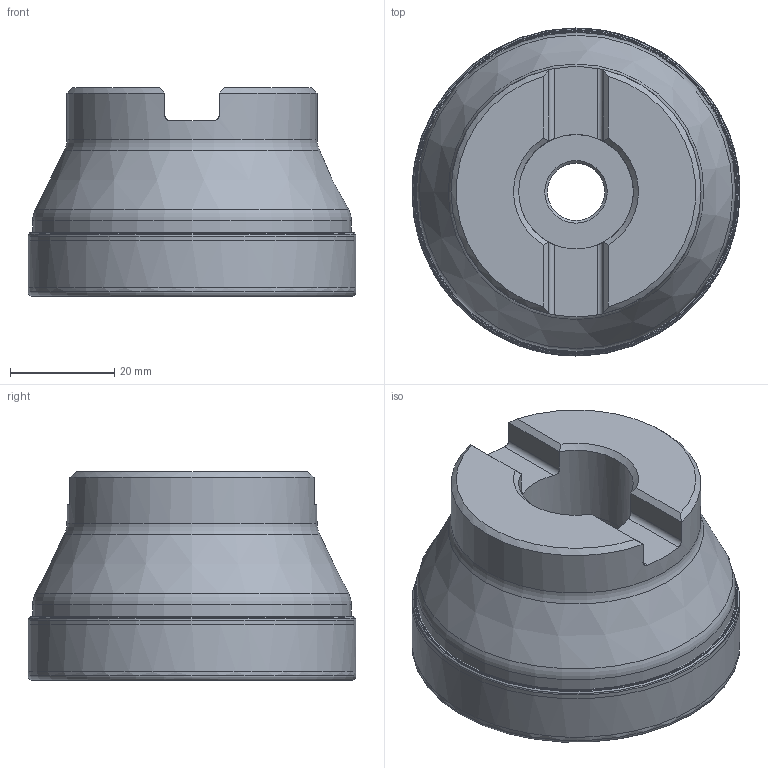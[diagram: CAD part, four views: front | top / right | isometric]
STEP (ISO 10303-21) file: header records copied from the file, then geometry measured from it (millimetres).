
FILE_DESCRIPTION(/* description */ (''),/* implementation_level */ '2;1');
FILE_NAME(/* name */ '63A04R_S90LN12_C_115010006ndi000_00_SIM.stp',/* time_stamp */ '2019-12-09T12:43:35+01:00',/* author */ (''),/* organization */ (''),/* preprocessor_version */ 'ST-DEVELOPER v16.7',/* originating_system */ 'SIEMENS PLM Software NX 12.0',/* authorisation */ '');
FILE_SCHEMA (('AUTOMOTIVE_DESIGN { 1 0 10303 214 3 1 1 1 }'));
Length unit declared in the file: millimetre
Products named in the file (1): wq703E589E8A8hzu
Bounding box: 62.96 x 62.95 x 40 mm (x, y, z)
Volume: 97433.3 mm3; surface area: 20731.5 mm2
Topology: 2 solids, 2 shells, 76 faces, 171 edges, 99 vertices
Faces by surface type: revolution 36, plane 16, cylinder 10, cone 8, torus 6
Full cylindrical faces by diameter (mm): 11 x1, 18 x1, 22 x1, 23 x1, 48 x1, 61.174 x1
Entity records: 2176 total; most frequent: CARTESIAN_POINT 734, DIRECTION 268, ORIENTED_EDGE 214, EDGE_LOOP 132, FACE_BOUND 112, EDGE_CURVE 107, AXIS2_PLACEMENT_3D 104, VERTEX_POINT 87
